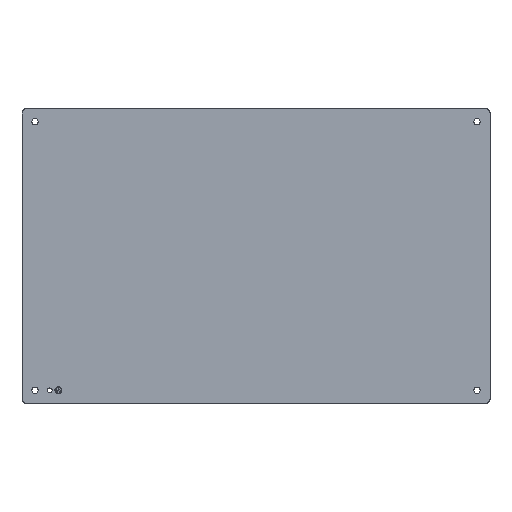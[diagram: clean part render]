
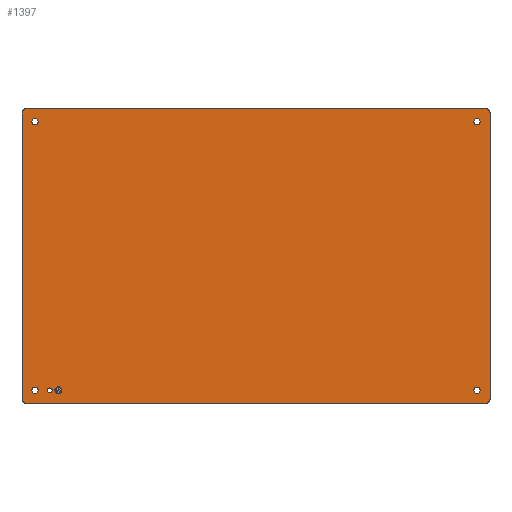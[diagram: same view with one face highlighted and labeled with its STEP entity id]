
A CAD part, top view. The second image highlights one B-rep face of the part: STEP entity #1397.
In plain terms, the highlighted planar face has unit normal (0, 0, 1).
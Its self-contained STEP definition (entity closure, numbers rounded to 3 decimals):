
#54=AXIS2_PLACEMENT_3D('Circle Axis2P3D',#52,#53,$) ;
#91=AXIS2_PLACEMENT_3D('Circle Axis2P3D',#89,#90,$) ;
#125=AXIS2_PLACEMENT_3D('Circle Axis2P3D',#123,#124,$) ;
#196=AXIS2_PLACEMENT_3D('Circle Axis2P3D',#194,#195,$) ;
#237=AXIS2_PLACEMENT_3D('Circle Axis2P3D',#235,#236,$) ;
#260=AXIS2_PLACEMENT_3D('Circle Axis2P3D',#258,#259,$) ;
#301=AXIS2_PLACEMENT_3D('Circle Axis2P3D',#299,#300,$) ;
#324=AXIS2_PLACEMENT_3D('Circle Axis2P3D',#322,#323,$) ;
#1137=AXIS2_PLACEMENT_3D('Circle Axis2P3D',#1135,#1136,$) ;
#1206=AXIS2_PLACEMENT_3D('Circle Axis2P3D',#1204,#1205,$) ;
#1232=AXIS2_PLACEMENT_3D('Circle Axis2P3D',#1230,#1231,$) ;
#1258=AXIS2_PLACEMENT_3D('Circle Axis2P3D',#1256,#1257,$) ;
#1289=AXIS2_PLACEMENT_3D('Circle Axis2P3D',#1287,#1288,$) ;
#1315=AXIS2_PLACEMENT_3D('Circle Axis2P3D',#1313,#1314,$) ;
#1356=AXIS2_PLACEMENT_3D('Plane Axis2P3D',#1353,#1354,#1355) ;
#49=CARTESIAN_POINT('Vertex',(29.3,15.,1.5)) ;
#52=CARTESIAN_POINT('Axis2P3D Location',(32.,15.,1.5)) ;
#56=CARTESIAN_POINT('Vertex',(34.7,15.,1.5)) ;
#89=CARTESIAN_POINT('Axis2P3D Location',(32.,15.,1.5)) ;
#120=CARTESIAN_POINT('Vertex',(0.,335.,1.5)) ;
#123=CARTESIAN_POINT('Axis2P3D Location',(5.,335.,1.5)) ;
#127=CARTESIAN_POINT('Vertex',(5.,340.,1.5)) ;
#148=CARTESIAN_POINT('Line Origine',(0.,170.,1.5)) ;
#152=CARTESIAN_POINT('Vertex',(0.,5.,1.5)) ;
#191=CARTESIAN_POINT('Vertex',(5.,0.,1.5)) ;
#194=CARTESIAN_POINT('Axis2P3D Location',(5.,5.,1.5)) ;
#218=CARTESIAN_POINT('Vertex',(11.4,15.,1.5)) ;
#232=CARTESIAN_POINT('Vertex',(18.6,15.,1.5)) ;
#235=CARTESIAN_POINT('Axis2P3D Location',(15.,15.,1.5)) ;
#258=CARTESIAN_POINT('Axis2P3D Location',(15.,15.,1.5)) ;
#282=CARTESIAN_POINT('Vertex',(11.4,325.,1.5)) ;
#296=CARTESIAN_POINT('Vertex',(18.6,325.,1.5)) ;
#299=CARTESIAN_POINT('Axis2P3D Location',(15.,325.,1.5)) ;
#322=CARTESIAN_POINT('Axis2P3D Location',(15.,325.,1.5)) ;
#346=CARTESIAN_POINT('Vertex',(38.,15.,1.5)) ;
#360=CARTESIAN_POINT('Vertex',(46.,15.,1.5)) ;
#364=CARTESIAN_POINT('Control Point',(46.,15.,1.5)) ;
#365=CARTESIAN_POINT('Control Point',(46.,15.628,1.5)) ;
#366=CARTESIAN_POINT('Control Point',(45.877,16.257,1.5)) ;
#367=CARTESIAN_POINT('Control Point',(45.63,16.853,1.5)) ;
#368=CARTESIAN_POINT('Control Point',(44.916,17.916,1.5)) ;
#369=CARTESIAN_POINT('Control Point',(43.853,18.63,1.5)) ;
#370=CARTESIAN_POINT('Control Point',(43.257,18.877,1.5)) ;
#371=CARTESIAN_POINT('Control Point',(42.,19.123,1.5)) ;
#372=CARTESIAN_POINT('Control Point',(40.743,18.877,1.5)) ;
#373=CARTESIAN_POINT('Control Point',(40.147,18.63,1.5)) ;
#374=CARTESIAN_POINT('Control Point',(39.084,17.916,1.5)) ;
#375=CARTESIAN_POINT('Control Point',(38.37,16.853,1.5)) ;
#376=CARTESIAN_POINT('Control Point',(38.123,16.257,1.5)) ;
#377=CARTESIAN_POINT('Control Point',(38.,15.628,1.5)) ;
#378=CARTESIAN_POINT('Control Point',(38.,15.,1.5)) ;
#399=CARTESIAN_POINT('Control Point',(38.,15.,1.5)) ;
#400=CARTESIAN_POINT('Control Point',(38.,14.372,1.5)) ;
#401=CARTESIAN_POINT('Control Point',(38.123,13.743,1.5)) ;
#402=CARTESIAN_POINT('Control Point',(38.37,13.147,1.5)) ;
#403=CARTESIAN_POINT('Control Point',(39.084,12.084,1.5)) ;
#404=CARTESIAN_POINT('Control Point',(40.147,11.37,1.5)) ;
#405=CARTESIAN_POINT('Control Point',(40.743,11.123,1.5)) ;
#406=CARTESIAN_POINT('Control Point',(42.,10.877,1.5)) ;
#407=CARTESIAN_POINT('Control Point',(43.257,11.123,1.5)) ;
#408=CARTESIAN_POINT('Control Point',(43.853,11.37,1.5)) ;
#409=CARTESIAN_POINT('Control Point',(44.916,12.084,1.5)) ;
#410=CARTESIAN_POINT('Control Point',(45.63,13.147,1.5)) ;
#411=CARTESIAN_POINT('Control Point',(45.877,13.743,1.5)) ;
#412=CARTESIAN_POINT('Control Point',(46.,14.372,1.5)) ;
#413=CARTESIAN_POINT('Control Point',(46.,15.,1.5)) ;
#1132=CARTESIAN_POINT('Vertex',(540.,5.,1.5)) ;
#1135=CARTESIAN_POINT('Axis2P3D Location',(535.,5.,1.5)) ;
#1139=CARTESIAN_POINT('Vertex',(535.,0.,1.5)) ;
#1170=CARTESIAN_POINT('Vertex',(540.,335.,1.5)) ;
#1173=CARTESIAN_POINT('Line Origine',(540.,170.,1.5)) ;
#1201=CARTESIAN_POINT('Vertex',(535.,340.,1.5)) ;
#1204=CARTESIAN_POINT('Axis2P3D Location',(535.,335.,1.5)) ;
#1225=CARTESIAN_POINT('Vertex',(521.4,15.,1.5)) ;
#1230=CARTESIAN_POINT('Axis2P3D Location',(525.,15.,1.5)) ;
#1234=CARTESIAN_POINT('Vertex',(528.6,15.,1.5)) ;
#1256=CARTESIAN_POINT('Axis2P3D Location',(525.,15.,1.5)) ;
#1282=CARTESIAN_POINT('Vertex',(521.4,325.,1.5)) ;
#1287=CARTESIAN_POINT('Axis2P3D Location',(525.,325.,1.5)) ;
#1291=CARTESIAN_POINT('Vertex',(528.6,325.,1.5)) ;
#1313=CARTESIAN_POINT('Axis2P3D Location',(525.,325.,1.5)) ;
#1335=CARTESIAN_POINT('Line Origine',(270.,0.,1.5)) ;
#1353=CARTESIAN_POINT('Axis2P3D Location',(120.,170.,1.5)) ;
#1358=CARTESIAN_POINT('Line Origine',(270.,340.,1.5)) ;
#53=DIRECTION('Axis2P3D Direction',(0.,0.,1.)) ;
#90=DIRECTION('Axis2P3D Direction',(0.,0.,1.)) ;
#124=DIRECTION('Axis2P3D Direction',(0.,0.,1.)) ;
#149=DIRECTION('Vector Direction',(0.,-1.,0.)) ;
#195=DIRECTION('Axis2P3D Direction',(0.,0.,1.)) ;
#236=DIRECTION('Axis2P3D Direction',(0.,0.,1.)) ;
#259=DIRECTION('Axis2P3D Direction',(0.,0.,1.)) ;
#300=DIRECTION('Axis2P3D Direction',(0.,0.,1.)) ;
#323=DIRECTION('Axis2P3D Direction',(0.,0.,1.)) ;
#1136=DIRECTION('Axis2P3D Direction',(0.,0.,1.)) ;
#1174=DIRECTION('Vector Direction',(0.,1.,0.)) ;
#1205=DIRECTION('Axis2P3D Direction',(0.,0.,1.)) ;
#1231=DIRECTION('Axis2P3D Direction',(0.,0.,1.)) ;
#1257=DIRECTION('Axis2P3D Direction',(0.,0.,1.)) ;
#1288=DIRECTION('Axis2P3D Direction',(0.,0.,1.)) ;
#1314=DIRECTION('Axis2P3D Direction',(0.,0.,1.)) ;
#1336=DIRECTION('Vector Direction',(1.,0.,0.)) ;
#1354=DIRECTION('Axis2P3D Direction',(0.,0.,1.)) ;
#1355=DIRECTION('Axis2P3D XDirection',(1.,0.,0.)) ;
#1359=DIRECTION('Vector Direction',(-1.,0.,0.)) ;
#150=VECTOR('Line Direction',#149,1.) ;
#1175=VECTOR('Line Direction',#1174,1.) ;
#1337=VECTOR('Line Direction',#1336,1.) ;
#1360=VECTOR('Line Direction',#1359,1.) ;
#1364=ORIENTED_EDGE('',*,*,#1362,.T.) ;
#1365=ORIENTED_EDGE('',*,*,#129,.T.) ;
#1366=ORIENTED_EDGE('',*,*,#154,.T.) ;
#1367=ORIENTED_EDGE('',*,*,#198,.T.) ;
#1368=ORIENTED_EDGE('',*,*,#1339,.T.) ;
#1369=ORIENTED_EDGE('',*,*,#1141,.T.) ;
#1370=ORIENTED_EDGE('',*,*,#1177,.T.) ;
#1371=ORIENTED_EDGE('',*,*,#1208,.T.) ;
#1374=ORIENTED_EDGE('',*,*,#326,.F.) ;
#1375=ORIENTED_EDGE('',*,*,#303,.F.) ;
#1378=ORIENTED_EDGE('',*,*,#1317,.F.) ;
#1379=ORIENTED_EDGE('',*,*,#1293,.F.) ;
#1382=ORIENTED_EDGE('',*,*,#1260,.F.) ;
#1383=ORIENTED_EDGE('',*,*,#1236,.F.) ;
#1386=ORIENTED_EDGE('',*,*,#262,.F.) ;
#1387=ORIENTED_EDGE('',*,*,#239,.F.) ;
#1390=ORIENTED_EDGE('',*,*,#414,.F.) ;
#1391=ORIENTED_EDGE('',*,*,#379,.F.) ;
#1394=ORIENTED_EDGE('',*,*,#93,.F.) ;
#1395=ORIENTED_EDGE('',*,*,#58,.F.) ;
#1376=FACE_BOUND('',#1373,.T.) ;
#1380=FACE_BOUND('',#1377,.T.) ;
#1384=FACE_BOUND('',#1381,.T.) ;
#1388=FACE_BOUND('',#1385,.T.) ;
#1392=FACE_BOUND('',#1389,.T.) ;
#1396=FACE_BOUND('',#1393,.T.) ;
#1397=ADVANCED_FACE('Schnitt-Linear austragen6',(#1372,#1376,#1380,#1384,#1388,#1392,#1396),#1357,.T.) ;
#363=B_SPLINE_CURVE_WITH_KNOTS('',5,(#364,#365,#366,#367,#368,#369,#370,#371,#372,#373,#374,#375,#376,#377,#378),.UNSPECIFIED.,.F.,.U.,(6,3,3,3,6),(-6.283,-3.142,0.,3.142,6.283),.UNSPECIFIED.) ;
#398=B_SPLINE_CURVE_WITH_KNOTS('',5,(#399,#400,#401,#402,#403,#404,#405,#406,#407,#408,#409,#410,#411,#412,#413),.UNSPECIFIED.,.F.,.U.,(6,3,3,3,6),(-6.283,-3.142,0.,3.142,6.283),.UNSPECIFIED.) ;
#55=CIRCLE('generated circle',#54,2.7) ;
#92=CIRCLE('generated circle',#91,2.7) ;
#126=CIRCLE('generated circle',#125,5.) ;
#197=CIRCLE('generated circle',#196,5.) ;
#238=CIRCLE('generated circle',#237,3.6) ;
#261=CIRCLE('generated circle',#260,3.6) ;
#302=CIRCLE('generated circle',#301,3.6) ;
#325=CIRCLE('generated circle',#324,3.6) ;
#1138=CIRCLE('generated circle',#1137,5.) ;
#1207=CIRCLE('generated circle',#1206,5.) ;
#1233=CIRCLE('generated circle',#1232,3.6) ;
#1259=CIRCLE('generated circle',#1258,3.6) ;
#1290=CIRCLE('generated circle',#1289,3.6) ;
#1316=CIRCLE('generated circle',#1315,3.6) ;
#58=EDGE_CURVE('',#50,#57,#55,.T.) ;
#93=EDGE_CURVE('',#57,#50,#92,.T.) ;
#129=EDGE_CURVE('',#128,#121,#126,.T.) ;
#154=EDGE_CURVE('',#121,#153,#151,.T.) ;
#198=EDGE_CURVE('',#153,#192,#197,.T.) ;
#239=EDGE_CURVE('',#233,#219,#238,.T.) ;
#262=EDGE_CURVE('',#219,#233,#261,.T.) ;
#303=EDGE_CURVE('',#297,#283,#302,.T.) ;
#326=EDGE_CURVE('',#283,#297,#325,.T.) ;
#379=EDGE_CURVE('',#361,#347,#363,.T.) ;
#414=EDGE_CURVE('',#347,#361,#398,.T.) ;
#1141=EDGE_CURVE('',#1140,#1133,#1138,.T.) ;
#1177=EDGE_CURVE('',#1133,#1171,#1176,.T.) ;
#1208=EDGE_CURVE('',#1171,#1202,#1207,.T.) ;
#1236=EDGE_CURVE('',#1226,#1235,#1233,.T.) ;
#1260=EDGE_CURVE('',#1235,#1226,#1259,.T.) ;
#1293=EDGE_CURVE('',#1283,#1292,#1290,.T.) ;
#1317=EDGE_CURVE('',#1292,#1283,#1316,.T.) ;
#1339=EDGE_CURVE('',#192,#1140,#1338,.T.) ;
#1362=EDGE_CURVE('',#1202,#128,#1361,.T.) ;
#1363=EDGE_LOOP('',(#1364,#1365,#1366,#1367,#1368,#1369,#1370,#1371)) ;
#1373=EDGE_LOOP('',(#1374,#1375)) ;
#1377=EDGE_LOOP('',(#1378,#1379)) ;
#1381=EDGE_LOOP('',(#1382,#1383)) ;
#1385=EDGE_LOOP('',(#1386,#1387)) ;
#1389=EDGE_LOOP('',(#1390,#1391)) ;
#1393=EDGE_LOOP('',(#1394,#1395)) ;
#1372=FACE_OUTER_BOUND('',#1363,.T.) ;
#151=LINE('Line',#148,#150) ;
#1176=LINE('Line',#1173,#1175) ;
#1338=LINE('Line',#1335,#1337) ;
#1361=LINE('Line',#1358,#1360) ;
#1357=PLANE('',#1356) ;
#50=VERTEX_POINT('',#49) ;
#57=VERTEX_POINT('',#56) ;
#121=VERTEX_POINT('',#120) ;
#128=VERTEX_POINT('',#127) ;
#153=VERTEX_POINT('',#152) ;
#192=VERTEX_POINT('',#191) ;
#219=VERTEX_POINT('',#218) ;
#233=VERTEX_POINT('',#232) ;
#283=VERTEX_POINT('',#282) ;
#297=VERTEX_POINT('',#296) ;
#347=VERTEX_POINT('',#346) ;
#361=VERTEX_POINT('',#360) ;
#1133=VERTEX_POINT('',#1132) ;
#1140=VERTEX_POINT('',#1139) ;
#1171=VERTEX_POINT('',#1170) ;
#1202=VERTEX_POINT('',#1201) ;
#1226=VERTEX_POINT('',#1225) ;
#1235=VERTEX_POINT('',#1234) ;
#1283=VERTEX_POINT('',#1282) ;
#1292=VERTEX_POINT('',#1291) ;
